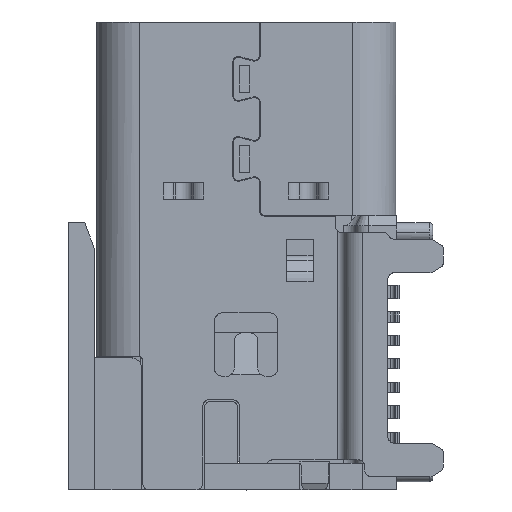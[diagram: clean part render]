
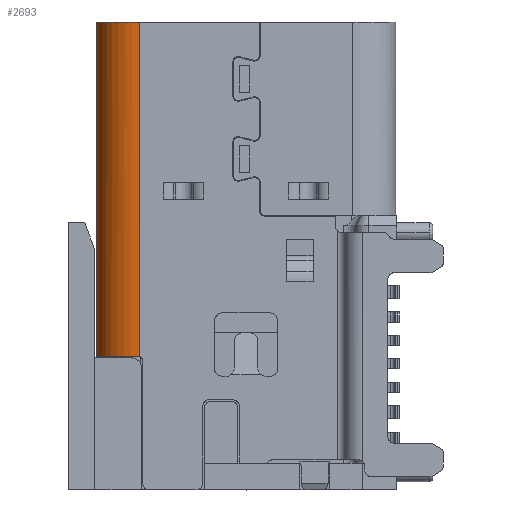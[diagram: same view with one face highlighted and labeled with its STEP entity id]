
A CAD part, left-side view. The second image highlights one B-rep face of the part: STEP entity #2693.
In plain terms, the highlighted cylindrical face has radius 1.28 mm (diameter 2.56 mm), a partial arc.
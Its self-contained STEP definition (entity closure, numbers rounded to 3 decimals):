
#2693=ADVANCED_FACE('NONE',(#5911),#5912,.T.);
#5911=FACE_OUTER_BOUND('',#8207,.T.);
#5912=CYLINDRICAL_SURFACE('',#8208,1.28);
#8207=EDGE_LOOP('',(#13526,#13527,#13528,#13529,#13530));
#8208=AXIS2_PLACEMENT_3D('',#13531,#13532,#13533);
#13526=ORIENTED_EDGE('',*,*,#19125,.F.);
#13527=ORIENTED_EDGE('',*,*,#19130,.T.);
#13528=ORIENTED_EDGE('',*,*,#19213,.T.);
#13529=ORIENTED_EDGE('',*,*,#19149,.F.);
#13530=ORIENTED_EDGE('',*,*,#19012,.F.);
#13531=CARTESIAN_POINT('',(-0.3,7.77,-10.227));
#13532=DIRECTION('',(0.,0.,-1.0));
#13533=DIRECTION('',(0.,-1.0,0.));
#19012=EDGE_CURVE('NONE',#21950,#21952,#21953,.T.);
#19125=EDGE_CURVE('NONE',#22139,#21950,#22140,.T.);
#19130=EDGE_CURVE('NONE',#22139,#22147,#22149,.T.);
#19149=EDGE_CURVE('NONE',#21952,#22176,#22177,.T.);
#19213=EDGE_CURVE('NONE',#22147,#22176,#22303,.T.);
#21950=VERTEX_POINT('NONE',#26195);
#21952=VERTEX_POINT('NONE',#26198);
#21953=CIRCLE('',#26199,1.28);
#22139=VERTEX_POINT('NONE',#26552);
#22140=LINE('',#26553,#26554);
#22147=VERTEX_POINT('NONE',#26563);
#22149=CIRCLE('',#26566,1.28);
#22176=VERTEX_POINT('NONE',#26621);
#22177=LINE('',#26622,#26623);
#22303=B_SPLINE_CURVE_WITH_KNOTS('',3,(#26916,#26917,#26918,#26919),.UNSPECIFIED.,.F.,.F.,(4,4),(0.0,1.0),.UNSPECIFIED.);
#26195=CARTESIAN_POINT('',(-0.3,9.05,0.));
#26198=CARTESIAN_POINT('',(-1.58,7.77,0.));
#26199=AXIS2_PLACEMENT_3D('',#29967,#29968,#29969);
#26552=CARTESIAN_POINT('',(-0.3,9.05,-10.));
#26553=CARTESIAN_POINT('',(-0.3,9.05,-5.));
#26554=VECTOR('',#30134,1000.0);
#26563=CARTESIAN_POINT('',(-1.579,7.82,-10.));
#26566=AXIS2_PLACEMENT_3D('',#30141,#30142,#30143);
#26621=CARTESIAN_POINT('',(-1.58,7.77,-10.009));
#26622=CARTESIAN_POINT('',(-1.58,7.77,-7.));
#26623=VECTOR('',#30163,1000.0);
#26916=CARTESIAN_POINT('',(-1.579,7.82,-10.));
#26917=CARTESIAN_POINT('',(-1.58,7.803,-10.));
#26918=CARTESIAN_POINT('',(-1.58,7.786,-10.003));
#26919=CARTESIAN_POINT('',(-1.58,7.77,-10.009));
#29967=CARTESIAN_POINT('',(-0.3,7.77,0.));
#29968=DIRECTION('',(0.,0.,1.0));
#29969=DIRECTION('',(0.,-1.0,0.));
#30134=DIRECTION('',(0.,0.,1.0));
#30141=CARTESIAN_POINT('',(-0.3,7.77,-10.));
#30142=DIRECTION('',(0.,0.,1.0));
#30143=DIRECTION('',(0.,-1.0,0.));
#30163=DIRECTION('',(0.,0.,-1.0));
